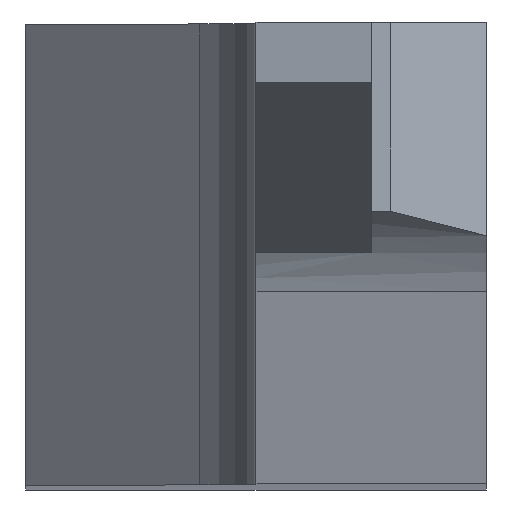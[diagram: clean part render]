
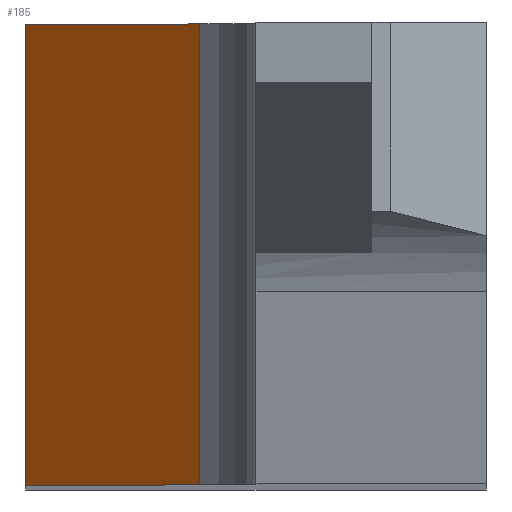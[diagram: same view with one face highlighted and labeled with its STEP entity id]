
A CAD part, top view. The second image highlights one B-rep face of the part: STEP entity #185.
In plain terms, the highlighted planar face has unit normal (-0.707, 0, 0.707).
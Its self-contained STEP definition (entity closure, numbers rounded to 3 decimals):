
#62 = VERTEX_POINT ( 'NONE', #588 ) ;
#63 = CARTESIAN_POINT ( 'NONE',  ( -12., 12., -29.071 ) ) ;
#125 = VERTEX_POINT ( 'NONE', #681 ) ;
#185 = ADVANCED_FACE ( 'Defeature ausgef�hrt2_8', ( #904 ), #936, .T. ) ;
#206 = EDGE_LOOP ( 'NONE', ( #519, #446, #403, #482 ) ) ;
#239 = AXIS2_PLACEMENT_3D ( 'NONE', #776, #1003, #737 ) ;
#281 = CARTESIAN_POINT ( 'NONE',  ( -41.464, 12., -58.536 ) ) ;
#283 = VECTOR ( 'NONE', #300, 1000. ) ;
#300 = DIRECTION ( 'NONE',  ( -0.707, 0., -0.707 ) ) ;
#316 = LINE ( 'NONE', #281, #283 ) ;
#373 = VECTOR ( 'NONE', #975, 1000. ) ;
#377 = VERTEX_POINT ( 'NONE', #795 ) ;
#403 = ORIENTED_EDGE ( 'NONE', *, *, #982, .T. ) ;
#407 = CARTESIAN_POINT ( 'NONE',  ( -12., 138.787, -29.071 ) ) ;
#431 = DIRECTION ( 'NONE',  ( 0., -1., 0. ) ) ;
#438 = VERTEX_POINT ( 'NONE', #63 ) ;
#446 = ORIENTED_EDGE ( 'NONE', *, *, #733, .T. ) ;
#482 = ORIENTED_EDGE ( 'NONE', *, *, #780, .F. ) ;
#519 = ORIENTED_EDGE ( 'NONE', *, *, #669, .T. ) ;
#521 = CARTESIAN_POINT ( 'NONE',  ( -7.464, 138.787, -24.536 ) ) ;
#530 = VECTOR ( 'NONE', #431, 1000. ) ;
#573 = LINE ( 'NONE', #407, #530 ) ;
#588 = CARTESIAN_POINT ( 'NONE',  ( -12., 0., -29.071 ) ) ;
#608 = LINE ( 'NONE', #894, #373 ) ;
#666 = DIRECTION ( 'NONE',  ( 0., -1., 0. ) ) ;
#669 = EDGE_CURVE ( 'Defeature ausgef�hrt2_8+Defeature ausgef�hrt2_2+Defeature ausgef�hrt2_9+Defeature ausgef�hrt2_6', #125, #438, #316, .T. ) ;
#681 = CARTESIAN_POINT ( 'NONE',  ( -7.464, 12., -24.536 ) ) ;
#733 = EDGE_CURVE ( 'Defeature ausgef�hrt2_8+Defeature ausgef�hrt2_6+Defeature ausgef�hrt2_2+Defeature ausgef�hrt2_3', #438, #62, #573, .T. ) ;
#737 = DIRECTION ( 'NONE',  ( -0.707, 0., -0.707 ) ) ;
#776 = CARTESIAN_POINT ( 'NONE',  ( -12., 138.787, -29.071 ) ) ;
#780 = EDGE_CURVE ( 'Defeature ausgef�hrt2_9+Defeature ausgef�hrt2_8+Defeature ausgef�hrt2_2+Defeature ausgef�hrt2_3', #125, #377, #847, .T. ) ;
#782 = VECTOR ( 'NONE', #666, 1000. ) ;
#795 = CARTESIAN_POINT ( 'NONE',  ( -7.464, 0., -24.536 ) ) ;
#847 = LINE ( 'NONE', #521, #782 ) ;
#894 = CARTESIAN_POINT ( 'NONE',  ( -41.464, 0., -58.536 ) ) ;
#904 = FACE_OUTER_BOUND ( 'NONE', #206, .T. ) ;
#936 = PLANE ( 'NONE',  #239 ) ;
#975 = DIRECTION ( 'NONE',  ( 0.707, 0., 0.707 ) ) ;
#982 = EDGE_CURVE ( 'Defeature ausgef�hrt2_8+Defeature ausgef�hrt2_3+Defeature ausgef�hrt2_6+Defeature ausgef�hrt2_9', #62, #377, #608, .T. ) ;
#1003 = DIRECTION ( 'NONE',  ( -0.707, 0., 0.707 ) ) ;
